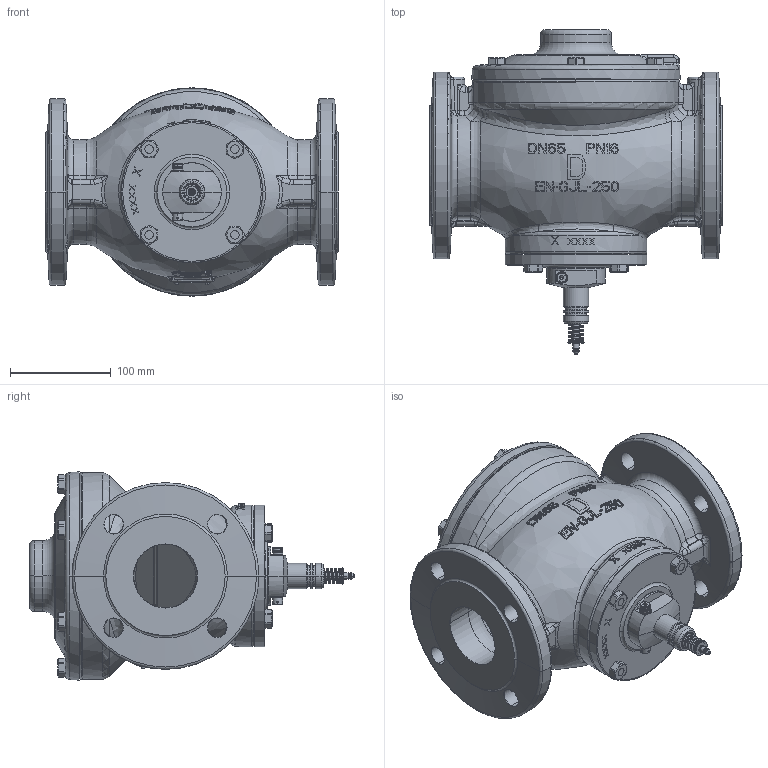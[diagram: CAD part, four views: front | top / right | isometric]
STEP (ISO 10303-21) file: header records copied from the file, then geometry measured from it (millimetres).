
FILE_DESCRIPTION((''),'2;1');
FILE_NAME('003L3604_ASM','2015-02-25T',('u317927'),('Danfoss'),'PRO/ENGINEER BY PARAMETRIC TECHNOLOGY CORPORATION, 2014000','PRO/ENGINEER BY PARAMETRIC TECHNOLOGY CORPORATION, 2014000','');
FILE_SCHEMA(('CONFIG_CONTROL_DESIGN'));
Products named in the file (25): 8884123; 5459009; 8884108_ASM; 8884104_ASM; 8907140_ASM; 8884149; 5451354; 8884140; 51818090; 8861057; 5589607; 8884130; 8884126; 8884112_ASM; 8883856; 5201737; 5451222; 8884100_ASM; 8884128; 88841150_ASM; 8884148; 8884278; 52115035; 51818000; 003L3604_ASM
Assembly tree (37 placements, depth 3):
  003L3604_ASM
    8884123
    5459009
    8884104_ASM
      8884108_ASM
    8907140_ASM
    8884149
    5451354
    8884140
    51818090  x6
    8861057
    5589607  x4
    8884130
    8884100_ASM
      8884126
      8884112_ASM
      8883856
      5201737  x2
      5451222  x2
    88841150_ASM
      8884128
    8884148
    8884278
    52115035
    51818000  x4
Bounding box: 290 x 321.5 x 206.42 mm (x, y, z)
Volume: 4061571.3 mm3; surface area: 627502.1 mm2
Topology: 31 solids, 58 shells, 2337 faces, 5759 edges, 3574 vertices
Faces by surface type: plane 1004, cylinder 543, bspline 299, cone 299, torus 171, sphere 21
Entity records: 80099 total; most frequent: CARTESIAN_POINT 32792, ORIENTED_EDGE 10172, DIRECTION 9124, EDGE_CURVE 5124, AXIS2_PLACEMENT_3D 3637, VERTEX_POINT 3187, EDGE_LOOP 2307, FACE_OUTER_BOUND 2100
